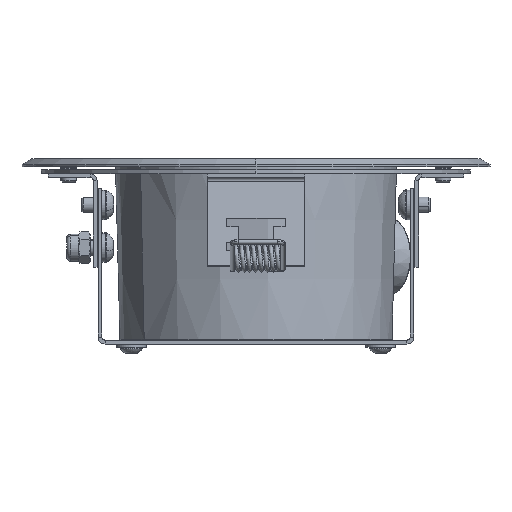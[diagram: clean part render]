
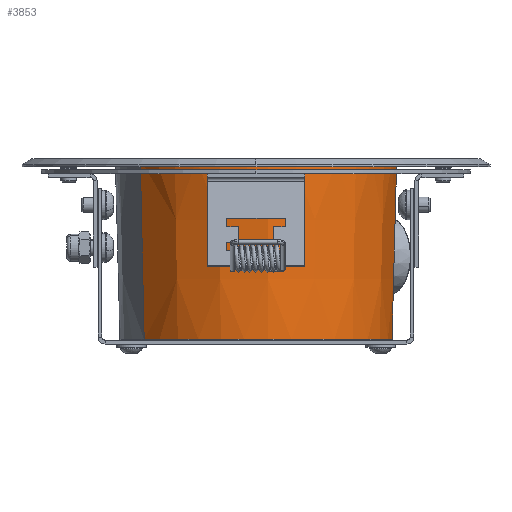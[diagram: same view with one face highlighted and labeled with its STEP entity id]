
A CAD part, left-side view. The second image highlights one B-rep face of the part: STEP entity #3853.
In plain terms, the highlighted conical face has half-angle 1.5 degrees and reference radius 35 mm.
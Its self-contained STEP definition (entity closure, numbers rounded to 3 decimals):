
#58 = DIRECTION ( 'NONE',  ( 0., 0., 1. ) ) ;
#328 = DIRECTION ( 'NONE',  ( 0.026, 0., 1. ) ) ;
#962 = CARTESIAN_POINT ( 'NONE',  ( 34.024, -10.345, 21.458 ) ) ;
#1078 = CARTESIAN_POINT ( 'NONE',  ( 34.012, -10.291, 20.433 ) ) ;
#1194 = CARTESIAN_POINT ( 'NONE',  ( 34.135, -9.618, 17.707 ) ) ;
#1247 = LINE ( 'NONE', #15810, #8303 ) ;
#1424 = CARTESIAN_POINT ( 'NONE',  ( 34.743, -8.321, 27.654 ) ) ;
#1548 = CARTESIAN_POINT ( 'NONE',  ( 35.028, -4.54, 12.195 ) ) ;
#1561 = CARTESIAN_POINT ( 'NONE',  ( 35.834, 0., 31.848 ) ) ;
#1896 = CARTESIAN_POINT ( 'NONE',  ( 35.292, 0., 11.148 ) ) ;
#2787 = CARTESIAN_POINT ( 'NONE',  ( 35.649, -3.511, 31.246 ) ) ;
#3156 = EDGE_CURVE ( 'NONE', #4539, #21525, #17278, .T. ) ;
#3215 = CIRCLE ( 'NONE', #17131, 36.212 ) ;
#3257 = CARTESIAN_POINT ( 'NONE',  ( 34.052, -10.019, 18.915 ) ) ;
#3726 = CARTESIAN_POINT ( 'NONE',  ( 35.062, -4.233, 12.051 ) ) ;
#3853 = ADVANCED_FACE ( 'NONE', ( #11221 ), #14676, .T. ) ;
#4289 = CARTESIAN_POINT ( 'NONE',  ( 34.62, -7.244, 14.118 ) ) ;
#4539 = VERTEX_POINT ( 'NONE', #4289 ) ;
#4604 = CARTESIAN_POINT ( 'NONE',  ( 35.243, -6.181, 29.796 ) ) ;
#4625 = AXIS2_PLACEMENT_3D ( 'NONE', #16660, #58, #7477 ) ;
#4830 = CARTESIAN_POINT ( 'NONE',  ( 34.995, -7.339, 28.802 ) ) ;
#4952 = CARTESIAN_POINT ( 'NONE',  ( 0., 0., 46.295 ) ) ;
#4960 = CARTESIAN_POINT ( 'NONE',  ( 35.774, -2.039, 31.658 ) ) ;
#5929 = CARTESIAN_POINT ( 'NONE',  ( 35., 0., 0. ) ) ;
#6790 = CARTESIAN_POINT ( 'NONE',  ( 35.282, -5.977, 29.945 ) ) ;
#6963 = ORIENTED_EDGE ( 'NONE', *, *, #23321, .T. ) ;
#7371 = CARTESIAN_POINT ( 'NONE',  ( 34.707, -6.765, 13.647 ) ) ;
#7477 = DIRECTION ( 'NONE',  ( 1., 0., 0. ) ) ;
#7614 = CARTESIAN_POINT ( 'NONE',  ( 34.954, -5.132, 12.509 ) ) ;
#7952 = ORIENTED_EDGE ( 'NONE', *, *, #12299, .T. ) ;
#8241 = AXIS2_PLACEMENT_3D ( 'NONE', #11238, #13307, #22470 ) ;
#8303 = VECTOR ( 'NONE', #8644, 1000. ) ;
#8358 = CARTESIAN_POINT ( 'NONE',  ( 35.74, -2.535, 31.545 ) ) ;
#8465 = DIRECTION ( 'NONE',  ( 0., 0., -1. ) ) ;
#8469 = CARTESIAN_POINT ( 'NONE',  ( 34.503, -9.134, 26.363 ) ) ;
#8547 = CARTESIAN_POINT ( 'NONE',  ( -36.212, 0., 46.295 ) ) ;
#8588 = CARTESIAN_POINT ( 'NONE',  ( 34.296, -9.747, 24.971 ) ) ;
#8644 = DIRECTION ( 'NONE',  ( 0.026, 0., 1. ) ) ;
#8688 = EDGE_CURVE ( 'NONE', #21199, #4539, #10694, .T. ) ;
#8704 = CARTESIAN_POINT ( 'NONE',  ( 34.487, -7.945, 14.861 ) ) ;
#8816 = DIRECTION ( 'NONE',  ( -0.026, 0., 1. ) ) ;
#8824 = CARTESIAN_POINT ( 'NONE',  ( 34.661, -8.612, 27.24 ) ) ;
#8945 = CARTESIAN_POINT ( 'NONE',  ( 34.794, -6.249, 13.229 ) ) ;
#8959 = CARTESIAN_POINT ( 'NONE',  ( 36.212, 0., 46.295 ) ) ;
#9061 = CARTESIAN_POINT ( 'NONE',  ( 35.288, -0.67, 11.164 ) ) ;
#9176 = CARTESIAN_POINT ( 'NONE',  ( 35.27, -1.342, 11.23 ) ) ;
#9302 = CARTESIAN_POINT ( 'NONE',  ( 35.206, -2.665, 11.476 ) ) ;
#10181 = CARTESIAN_POINT ( 'NONE',  ( 34.363, -8.554, 15.671 ) ) ;
#10290 = ORIENTED_EDGE ( 'NONE', *, *, #22190, .T. ) ;
#10299 = CARTESIAN_POINT ( 'NONE',  ( 34.62, -7.244, 14.118 ) ) ;
#10415 = CARTESIAN_POINT ( 'NONE',  ( 34.019, -10.224, 19.917 ) ) ;
#10530 = DIRECTION ( 'NONE',  ( -1., 0., 0. ) ) ;
#10649 = CARTESIAN_POINT ( 'NONE',  ( 34.084, -10.262, 22.73 ) ) ;
#10694 = B_SPLINE_CURVE_WITH_KNOTS ( 'NONE', 3,
 ( #1896, #20539, #9061, #9176, #23932, #9302, #18256, #3726, #1548, #7614, #18370, #8945, #7371, #15000 ),
 .UNSPECIFIED., .F., .F.,
 ( 4, 2, 2, 2, 2, 2, 4 ),
 ( 0.057, 0.058, 0.059, 0.061, 0.062, 0.063, 0.065 ),
 .UNSPECIFIED. ) ;
#10761 = LINE ( 'NONE', #18133, #22094 ) ;
#11221 = FACE_OUTER_BOUND ( 'NONE', #20752, .T. ) ;
#11238 = CARTESIAN_POINT ( 'NONE',  ( 0., 0., 0.195 ) ) ;
#11636 = VERTEX_POINT ( 'NONE', #17349 ) ;
#11996 = CARTESIAN_POINT ( 'NONE',  ( 35.396, -5.349, 30.368 ) ) ;
#12103 = ORIENTED_EDGE ( 'NONE', *, *, #3156, .T. ) ;
#12228 = CARTESIAN_POINT ( 'NONE',  ( 34.226, -9.196, 16.772 ) ) ;
#12299 = EDGE_CURVE ( 'NONE', #21525, #16516, #16921, .T. ) ;
#12345 = CARTESIAN_POINT ( 'NONE',  ( 35.81, -1.283, 31.771 ) ) ;
#13307 = DIRECTION ( 'NONE',  ( 0., 0., 1. ) ) ;
#13822 = CARTESIAN_POINT ( 'NONE',  ( 34.14, -10.143, 23.488 ) ) ;
#14167 = CARTESIAN_POINT ( 'NONE',  ( 35.466, -4.911, 30.619 ) ) ;
#14402 = ORIENTED_EDGE ( 'NONE', *, *, #17608, .T. ) ;
#14405 = ORIENTED_EDGE ( 'NONE', *, *, #8688, .T. ) ;
#14424 = CARTESIAN_POINT ( 'NONE',  ( 35.834, -0.258, 31.848 ) ) ;
#14658 = CARTESIAN_POINT ( 'NONE',  ( 35.831, -0.517, 31.839 ) ) ;
#14676 = CONICAL_SURFACE ( 'NONE', #4625, 35., 0.026 ) ;
#14853 = EDGE_CURVE ( 'NONE', #11636, #17250, #10761, .T. ) ;
#15000 = CARTESIAN_POINT ( 'NONE',  ( 34.62, -7.244, 14.118 ) ) ;
#15588 = VECTOR ( 'NONE', #328, 1000. ) ;
#15758 = CARTESIAN_POINT ( 'NONE',  ( 35.819, -1.029, 31.8 ) ) ;
#15810 = CARTESIAN_POINT ( 'NONE',  ( 35., 0., 0. ) ) ;
#15868 = CARTESIAN_POINT ( 'NONE',  ( 35.121, -6.776, 29.316 ) ) ;
#15982 = CARTESIAN_POINT ( 'NONE',  ( 34.91, -7.685, 28.435 ) ) ;
#16516 = VERTEX_POINT ( 'NONE', #8959 ) ;
#16660 = CARTESIAN_POINT ( 'NONE',  ( 0., 0., 0. ) ) ;
#16921 = LINE ( 'NONE', #5929, #15588 ) ;
#17131 = AXIS2_PLACEMENT_3D ( 'NONE', #4952, #8465, #10530 ) ;
#17250 = VERTEX_POINT ( 'NONE', #8547 ) ;
#17278 = B_SPLINE_CURVE_WITH_KNOTS ( 'NONE', 3,
 ( #10299, #23101, #8704, #10181, #23217, #12228, #17674, #23451, #1194, #19831, #3257, #10415, #1078, #962, #21518, #10649, #21401, #13822, #21168, #18021, #8588, #19594, #8469, #8824, #1424, #15982, #4830, #15868, #23334, #4604, #6790, #11996, #14167, #19360, #2787, #8358, #4960, #12345, #15758, #14658, #14424, #1561 ),
 .UNSPECIFIED., .F., .F.,
 ( 4, 2, 2, 2, 2, 2, 2, 2, 2, 2, 2, 2, 2, 2, 2, 2, 2, 2, 2, 2, 4 ),
 ( 0.065, 0.066, 0.068, 0.069, 0.07, 0.071, 0.073, 0.074, 0.075, 0.076, 0.077, 0.079, 0.08, 0.082, 0.083, 0.083, 0.085, 0.086, 0.088, 0.089, 0.089 ),
 .UNSPECIFIED. ) ;
#17349 = CARTESIAN_POINT ( 'NONE',  ( -35.005, 0., 0.195 ) ) ;
#17608 = EDGE_CURVE ( 'NONE', #23496, #21199, #1247, .T. ) ;
#17674 = CARTESIAN_POINT ( 'NONE',  ( 34.201, -9.311, 17.003 ) ) ;
#18021 = CARTESIAN_POINT ( 'NONE',  ( 34.237, -9.905, 24.488 ) ) ;
#18133 = CARTESIAN_POINT ( 'NONE',  ( -35., 0., 0. ) ) ;
#18256 = CARTESIAN_POINT ( 'NONE',  ( 35.156, -3.304, 11.668 ) ) ;
#18370 = CARTESIAN_POINT ( 'NONE',  ( 34.915, -5.418, 12.679 ) ) ;
#19360 = CARTESIAN_POINT ( 'NONE',  ( 35.593, -3.994, 31.057 ) ) ;
#19594 = CARTESIAN_POINT ( 'NONE',  ( 34.429, -9.362, 25.908 ) ) ;
#19831 = CARTESIAN_POINT ( 'NONE',  ( 34.08, -9.88, 18.425 ) ) ;
#20375 = CARTESIAN_POINT ( 'NONE',  ( 35.292, 0., 11.148 ) ) ;
#20539 = CARTESIAN_POINT ( 'NONE',  ( 35.292, -0.335, 11.148 ) ) ;
#20752 = EDGE_LOOP ( 'NONE', ( #23215, #6963, #14402, #14405, #12103, #7952, #10290 ) ) ;
#21168 = CARTESIAN_POINT ( 'NONE',  ( 34.163, -10.09, 23.741 ) ) ;
#21186 = CARTESIAN_POINT ( 'NONE',  ( 35.834, 0., 31.848 ) ) ;
#21199 = VERTEX_POINT ( 'NONE', #20375 ) ;
#21401 = CARTESIAN_POINT ( 'NONE',  ( 34.101, -10.229, 22.983 ) ) ;
#21518 = CARTESIAN_POINT ( 'NONE',  ( 34.041, -10.335, 21.968 ) ) ;
#21525 = VERTEX_POINT ( 'NONE', #21186 ) ;
#22094 = VECTOR ( 'NONE', #8816, 1000. ) ;
#22190 = EDGE_CURVE ( 'NONE', #16516, #17250, #3215, .T. ) ;
#22470 = DIRECTION ( 'NONE',  ( -1., 0., 0. ) ) ;
#23076 = CARTESIAN_POINT ( 'NONE',  ( 35.005, 0., 0.195 ) ) ;
#23101 = CARTESIAN_POINT ( 'NONE',  ( 34.553, -7.609, 14.477 ) ) ;
#23215 = ORIENTED_EDGE ( 'NONE', *, *, #14853, .F. ) ;
#23217 = CARTESIAN_POINT ( 'NONE',  ( 34.304, -8.829, 16.098 ) ) ;
#23321 = EDGE_CURVE ( 'NONE', #11636, #23496, #23678, .T. ) ;
#23334 = CARTESIAN_POINT ( 'NONE',  ( 35.162, -6.58, 29.482 ) ) ;
#23451 = CARTESIAN_POINT ( 'NONE',  ( 34.155, -9.522, 17.471 ) ) ;
#23496 = VERTEX_POINT ( 'NONE', #23076 ) ;
#23678 = CIRCLE ( 'NONE', #8241, 35.005 ) ;
#23932 = CARTESIAN_POINT ( 'NONE',  ( 35.257, -1.678, 11.28 ) ) ;
